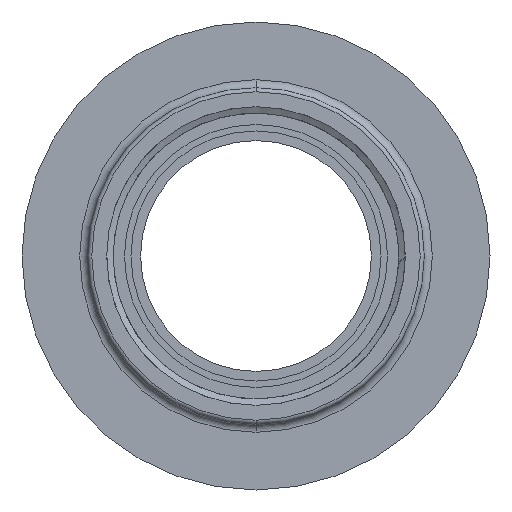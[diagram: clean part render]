
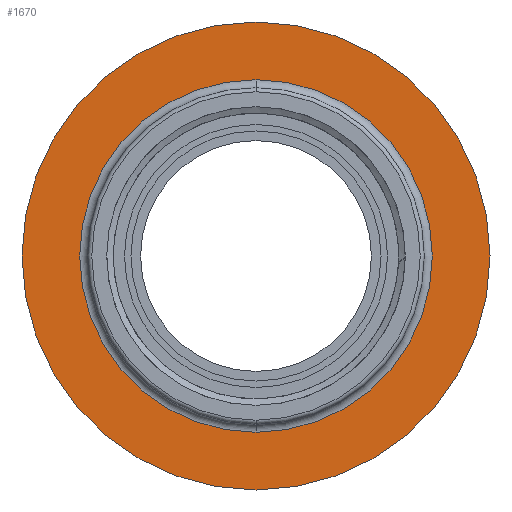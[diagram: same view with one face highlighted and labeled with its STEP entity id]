
A CAD part, front view. The second image highlights one B-rep face of the part: STEP entity #1670.
In plain terms, the highlighted planar face has unit normal (0, -1, 0).
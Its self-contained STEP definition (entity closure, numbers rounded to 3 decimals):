
#149 = VERTEX_POINT ( 'NONE', #3537 ) ;
#238 = DIRECTION ( 'NONE',  ( 0., 1., 0. ) ) ;
#423 = FACE_BOUND ( 'NONE', #2536, .T. ) ;
#459 = DIRECTION ( 'NONE',  ( 0., 0., 1. ) ) ;
#557 = ORIENTED_EDGE ( 'NONE', *, *, #2395, .T. ) ;
#594 = DIRECTION ( 'NONE',  ( 0., 0., 1. ) ) ;
#656 = CARTESIAN_POINT ( 'NONE',  ( 0., 15., -29. ) ) ;
#720 = PLANE ( 'NONE',  #1762 ) ;
#757 = VERTEX_POINT ( 'NONE', #2100 ) ;
#825 = DIRECTION ( 'NONE',  ( 0., 0., 1. ) ) ;
#988 = ORIENTED_EDGE ( 'NONE', *, *, #2411, .F. ) ;
#1307 = EDGE_CURVE ( 'NONE', #757, #2262, #1338, .T. ) ;
#1338 = CIRCLE ( 'NONE', #2835, 21.85 ) ;
#1343 = EDGE_CURVE ( 'NONE', #149, #3384, #3432, .T. ) ;
#1401 = ORIENTED_EDGE ( 'NONE', *, *, #1307, .T. ) ;
#1583 = CIRCLE ( 'NONE', #3010, 21.85 ) ;
#1637 = CIRCLE ( 'NONE', #2112, 29. ) ;
#1670 = ADVANCED_FACE ( 'NONE', ( #423, #3527 ), #720, .F. ) ;
#1762 = AXIS2_PLACEMENT_3D ( 'NONE', #3230, #2966, #459 ) ;
#1886 = EDGE_LOOP ( 'NONE', ( #988, #2759 ) ) ;
#1946 = CARTESIAN_POINT ( 'NONE',  ( 0., 15., 0. ) ) ;
#1979 = CARTESIAN_POINT ( 'NONE',  ( 0., 15., 0. ) ) ;
#2100 = CARTESIAN_POINT ( 'NONE',  ( 0., 15., 21.85 ) ) ;
#2112 = AXIS2_PLACEMENT_3D ( 'NONE', #2218, #2500, #3361 ) ;
#2218 = CARTESIAN_POINT ( 'NONE',  ( 0., 15., 0. ) ) ;
#2262 = VERTEX_POINT ( 'NONE', #3623 ) ;
#2395 = EDGE_CURVE ( 'NONE', #2262, #757, #1583, .T. ) ;
#2411 = EDGE_CURVE ( 'NONE', #3384, #149, #1637, .T. ) ;
#2500 = DIRECTION ( 'NONE',  ( 0., 1., 0. ) ) ;
#2520 = DIRECTION ( 'NONE',  ( 0., 0., 1. ) ) ;
#2536 = EDGE_LOOP ( 'NONE', ( #1401, #557 ) ) ;
#2557 = CARTESIAN_POINT ( 'NONE',  ( 0., 15., 0. ) ) ;
#2759 = ORIENTED_EDGE ( 'NONE', *, *, #1343, .F. ) ;
#2835 = AXIS2_PLACEMENT_3D ( 'NONE', #2557, #238, #594 ) ;
#2966 = DIRECTION ( 'NONE',  ( 0., 1., 0. ) ) ;
#3010 = AXIS2_PLACEMENT_3D ( 'NONE', #1979, #3039, #2520 ) ;
#3039 = DIRECTION ( 'NONE',  ( 0., 1., 0. ) ) ;
#3230 = CARTESIAN_POINT ( 'NONE',  ( 0., 15., 0. ) ) ;
#3361 = DIRECTION ( 'NONE',  ( 0., 0., 1. ) ) ;
#3384 = VERTEX_POINT ( 'NONE', #656 ) ;
#3432 = CIRCLE ( 'NONE', #3489, 29. ) ;
#3489 = AXIS2_PLACEMENT_3D ( 'NONE', #1946, #3666, #825 ) ;
#3527 = FACE_OUTER_BOUND ( 'NONE', #1886, .T. ) ;
#3537 = CARTESIAN_POINT ( 'NONE',  ( 0., 15., 29. ) ) ;
#3623 = CARTESIAN_POINT ( 'NONE',  ( 0., 15., -21.85 ) ) ;
#3666 = DIRECTION ( 'NONE',  ( 0., 1., 0. ) ) ;
